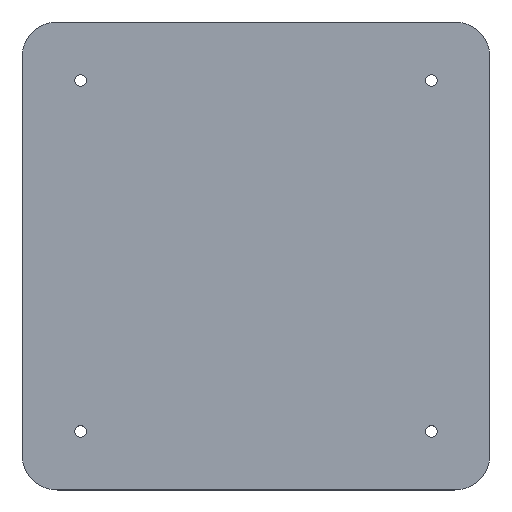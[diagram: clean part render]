
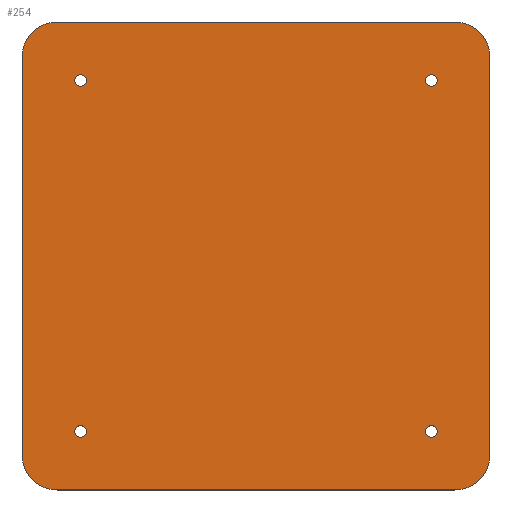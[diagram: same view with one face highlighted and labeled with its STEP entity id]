
A CAD part, top view. The second image highlights one B-rep face of the part: STEP entity #254.
In plain terms, the highlighted planar face has unit normal (0, 0, 1).
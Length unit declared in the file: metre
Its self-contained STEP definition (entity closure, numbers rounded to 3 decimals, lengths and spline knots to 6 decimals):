
#28=LINE('',#397,#44);
#29=LINE('',#402,#45);
#30=LINE('',#406,#46);
#31=LINE('',#410,#47);
#44=VECTOR('',#321,1.);
#45=VECTOR('',#324,1.);
#46=VECTOR('',#327,1.);
#47=VECTOR('',#330,1.);
#60=ORIENTED_EDGE('',*,*,#124,.T.);
#61=ORIENTED_EDGE('',*,*,#125,.F.);
#62=ORIENTED_EDGE('',*,*,#126,.F.);
#63=ORIENTED_EDGE('',*,*,#127,.T.);
#64=ORIENTED_EDGE('',*,*,#128,.T.);
#65=ORIENTED_EDGE('',*,*,#129,.F.);
#66=ORIENTED_EDGE('',*,*,#130,.T.);
#67=ORIENTED_EDGE('',*,*,#131,.F.);
#68=ORIENTED_EDGE('',*,*,#132,.T.);
#69=ORIENTED_EDGE('',*,*,#133,.T.);
#70=ORIENTED_EDGE('',*,*,#134,.T.);
#71=ORIENTED_EDGE('',*,*,#135,.T.);
#124=EDGE_CURVE('',#156,#156,#180,.T.);
#125=EDGE_CURVE('',#157,#157,#181,.T.);
#126=EDGE_CURVE('',#158,#158,#182,.T.);
#127=EDGE_CURVE('',#159,#160,#28,.T.);
#128=EDGE_CURVE('',#160,#161,#183,.T.);
#129=EDGE_CURVE('',#162,#161,#29,.T.);
#130=EDGE_CURVE('',#162,#163,#184,.T.);
#131=EDGE_CURVE('',#164,#163,#30,.T.);
#132=EDGE_CURVE('',#164,#165,#185,.T.);
#133=EDGE_CURVE('',#165,#166,#31,.T.);
#134=EDGE_CURVE('',#166,#159,#186,.T.);
#135=EDGE_CURVE('',#167,#167,#187,.T.);
#156=VERTEX_POINT('',#392);
#157=VERTEX_POINT('',#394);
#158=VERTEX_POINT('',#396);
#159=VERTEX_POINT('',#398);
#160=VERTEX_POINT('',#399);
#161=VERTEX_POINT('',#401);
#162=VERTEX_POINT('',#403);
#163=VERTEX_POINT('',#405);
#164=VERTEX_POINT('',#407);
#165=VERTEX_POINT('',#409);
#166=VERTEX_POINT('',#411);
#167=VERTEX_POINT('',#414);
#180=CIRCLE('',#282,0.0025);
#181=CIRCLE('',#283,0.0025);
#182=CIRCLE('',#284,0.0025);
#183=CIRCLE('',#285,0.015);
#184=CIRCLE('',#286,0.015);
#185=CIRCLE('',#287,0.015);
#186=CIRCLE('',#288,0.015);
#187=CIRCLE('',#289,0.0025);
#196=EDGE_LOOP('',(#60));
#197=EDGE_LOOP('',(#61));
#198=EDGE_LOOP('',(#62));
#199=EDGE_LOOP('',(#63,#64,#65,#66,#67,#68,#69,#70));
#200=EDGE_LOOP('',(#71));
#222=FACE_BOUND('',#196,.T.);
#223=FACE_BOUND('',#197,.T.);
#224=FACE_BOUND('',#198,.T.);
#225=FACE_BOUND('',#199,.T.);
#226=FACE_BOUND('',#200,.T.);
#248=PLANE('',#281);
#254=ADVANCED_FACE('',(#222,#223,#224,#225,#226),#248,.T.);
#281=AXIS2_PLACEMENT_3D('',#390,#313,#314);
#282=AXIS2_PLACEMENT_3D('',#391,#315,#316);
#283=AXIS2_PLACEMENT_3D('',#393,#317,#318);
#284=AXIS2_PLACEMENT_3D('',#395,#319,#320);
#285=AXIS2_PLACEMENT_3D('',#400,#322,#323);
#286=AXIS2_PLACEMENT_3D('',#404,#325,#326);
#287=AXIS2_PLACEMENT_3D('',#408,#328,#329);
#288=AXIS2_PLACEMENT_3D('',#412,#331,#332);
#289=AXIS2_PLACEMENT_3D('',#413,#333,#334);
#313=DIRECTION('',(0.,0.,1.));
#314=DIRECTION('',(1.,0.,0.));
#315=DIRECTION('',(0.,0.,-1.));
#316=DIRECTION('',(1.,0.,0.));
#317=DIRECTION('',(0.,0.,1.));
#318=DIRECTION('',(1.,0.,0.));
#319=DIRECTION('',(0.,0.,1.));
#320=DIRECTION('',(1.,0.,0.));
#321=DIRECTION('',(0.,1.,0.));
#322=DIRECTION('',(0.,0.,1.));
#323=DIRECTION('',(1.,0.,0.));
#324=DIRECTION('',(1.,0.,0.));
#325=DIRECTION('',(0.,0.,1.));
#326=DIRECTION('',(1.,0.,0.));
#327=DIRECTION('',(0.,1.,0.));
#328=DIRECTION('',(0.,0.,1.));
#329=DIRECTION('',(1.,0.,0.));
#330=DIRECTION('',(1.,0.,0.));
#331=DIRECTION('',(0.,0.,1.));
#332=DIRECTION('',(1.,0.,0.));
#333=DIRECTION('',(0.,0.,-1.));
#334=DIRECTION('',(1.,0.,0.));
#390=CARTESIAN_POINT('',(0.1,0.1,0.005));
#391=CARTESIAN_POINT('',(0.175,0.025,0.005));
#392=CARTESIAN_POINT('',(0.1775,0.025,0.005));
#393=CARTESIAN_POINT('',(0.025,0.025,0.005));
#394=CARTESIAN_POINT('',(0.0275,0.025,0.005));
#395=CARTESIAN_POINT('',(0.025,0.175,0.005));
#396=CARTESIAN_POINT('',(0.0275,0.175,0.005));
#397=CARTESIAN_POINT('',(0.2,0.1,0.005));
#398=CARTESIAN_POINT('',(0.2,0.015,0.005));
#399=CARTESIAN_POINT('',(0.2,0.185,0.005));
#400=CARTESIAN_POINT('',(0.185,0.185,0.005));
#401=CARTESIAN_POINT('',(0.185,0.2,0.005));
#402=CARTESIAN_POINT('',(0.1,0.2,0.005));
#403=CARTESIAN_POINT('',(0.015,0.2,0.005));
#404=CARTESIAN_POINT('',(0.015,0.185,0.005));
#405=CARTESIAN_POINT('',(0.,0.185,0.005));
#406=CARTESIAN_POINT('',(0.,0.1,0.005));
#407=CARTESIAN_POINT('',(0.,0.015,0.005));
#408=CARTESIAN_POINT('',(0.015,0.015,0.005));
#409=CARTESIAN_POINT('',(0.015,0.,0.005));
#410=CARTESIAN_POINT('',(0.1,0.,0.005));
#411=CARTESIAN_POINT('',(0.185,0.,0.005));
#412=CARTESIAN_POINT('',(0.185,0.015,0.005));
#413=CARTESIAN_POINT('',(0.175,0.175,0.005));
#414=CARTESIAN_POINT('',(0.1775,0.175,0.005));
